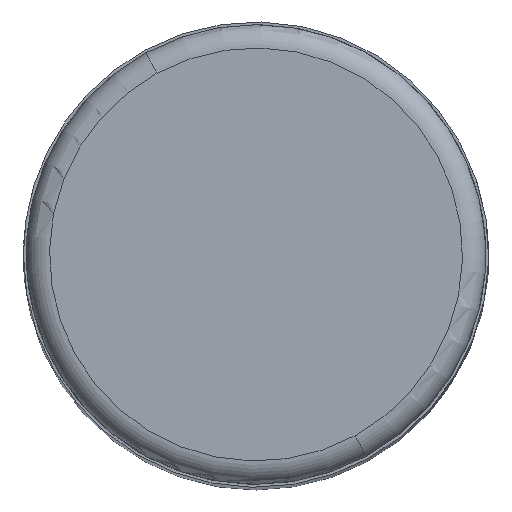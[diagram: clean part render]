
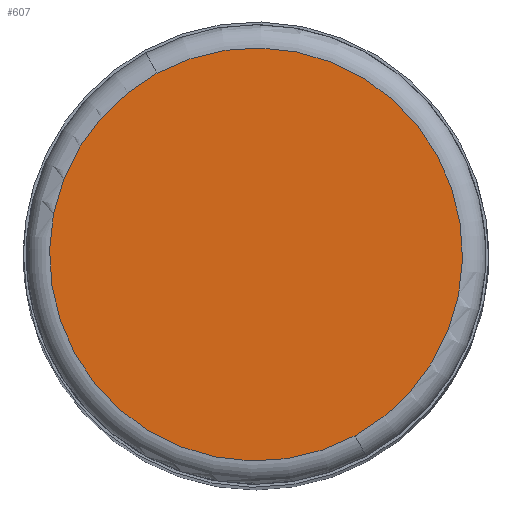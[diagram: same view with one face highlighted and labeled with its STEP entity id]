
A CAD part, top view. The second image highlights one B-rep face of the part: STEP entity #607.
In plain terms, the highlighted planar face has unit normal (0, 0, 1).
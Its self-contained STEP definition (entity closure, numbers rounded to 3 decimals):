
#171=CARTESIAN_POINT('',(0.,0.,130.));
#172=DIRECTION('',(0.,0.,1.));
#173=DIRECTION('',(0.479,-0.878,0.));
#174=AXIS2_PLACEMENT_3D('',#171,#172,#173);
#179=CARTESIAN_POINT('',(0.,0.,130.));
#180=DIRECTION('',(0.,0.,-1.));
#181=DIRECTION('',(0.479,-0.878,0.));
#182=AXIS2_PLACEMENT_3D('',#179,#180,#181);
#515=CARTESIAN_POINT('',(4.255,-7.789,130.));
#516=CARTESIAN_POINT('',(-4.255,7.789,130.));
#517=VERTEX_POINT('',#515);
#518=VERTEX_POINT('',#516);
#597=CARTESIAN_POINT('',(0.,-8.875,130.));
#598=DIRECTION('',(0.,0.,1.));
#599=DIRECTION('',(1.,0.,0.));
#600=AXIS2_PLACEMENT_3D('',#597,#598,#599);
#601=PLANE('',#600);
#602=ORIENTED_EDGE('',*,*,#584,.F.);
#604=ORIENTED_EDGE('',*,*,#603,.T.);
#605=EDGE_LOOP('',(#602,#604));
#606=FACE_OUTER_BOUND('',#605,.F.);
#607=ADVANCED_FACE('',(#606),#601,.T.);
#175=CIRCLE('',#174,8.875);
#183=CIRCLE('',#182,8.875);
#584=EDGE_CURVE('',#517,#518,#175,.T.);
#603=EDGE_CURVE('',#517,#518,#183,.T.);
